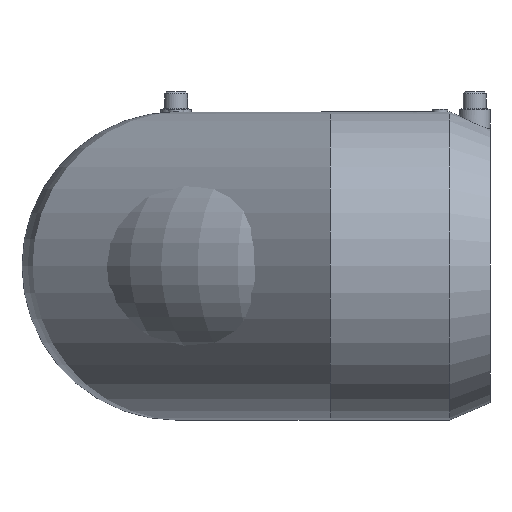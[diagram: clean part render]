
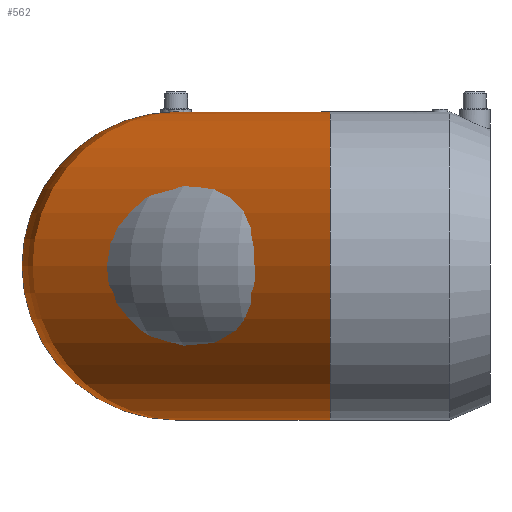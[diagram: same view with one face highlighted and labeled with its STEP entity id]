
A CAD part, left-side view. The second image highlights one B-rep face of the part: STEP entity #562.
In plain terms, the highlighted toroidal (fillet/blend) face has major radius 80.52 mm and minor radius 80.5 mm.
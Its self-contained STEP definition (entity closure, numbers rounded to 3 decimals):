
#15=TOROIDAL_SURFACE('',#649,80.52,80.5);
#47=B_SPLINE_CURVE_WITH_KNOTS('',3,(#1239,#1240,#1241,#1242),
 .UNSPECIFIED.,.F.,.F.,(4,4),(35.764,35.765),
 .UNSPECIFIED.);
#48=B_SPLINE_CURVE_WITH_KNOTS('',3,(#1244,#1245,#1246,#1247),
 .UNSPECIFIED.,.F.,.F.,(4,4),(-0.004,0.),.UNSPECIFIED.);
#49=B_SPLINE_CURVE_WITH_KNOTS('',3,(#1251,#1252,#1253,#1254),
 .UNSPECIFIED.,.F.,.F.,(4,4),(0.,0.),.UNSPECIFIED.);
#50=B_SPLINE_CURVE_WITH_KNOTS('',3,(#1256,#1257,#1258,#1259),
 .UNSPECIFIED.,.F.,.F.,(4,4),(11.917,11.918),
 .UNSPECIFIED.);
#51=B_SPLINE_CURVE_WITH_KNOTS('',3,(#1264,#1265,#1266,#1267,#1268,#1269,
#1270,#1271,#1272,#1273,#1274,#1275,#1276,#1277,#1278,#1279,#1280,#1281,
#1282,#1283,#1284,#1285,#1286,#1287,#1288,#1289,#1290,#1291,#1292,#1293,
#1294,#1295,#1296,#1297,#1298,#1299),.UNSPECIFIED.,.F.,.F.,(4,2,2,2,2,2,
2,2,2,2,2,2,2,2,2,2,2,4),(0.,0.377,0.755,1.509,
2.264,3.018,3.759,4.5,5.241,
5.982,6.724,7.467,8.209,8.951,
9.693,10.435,11.177,11.917),
 .UNSPECIFIED.);
#52=B_SPLINE_CURVE_WITH_KNOTS('',3,(#1301,#1302,#1303,#1304,#1305,#1306,
#1307,#1308,#1309,#1310,#1311,#1312,#1313,#1314,#1315,#1316,#1317,#1318,
#1319,#1320,#1321,#1322,#1323,#1324,#1325,#1326,#1327,#1328,#1329,#1330,
#1331,#1332,#1333,#1334,#1335,#1336),.UNSPECIFIED.,.F.,.F.,(4,2,2,2,2,2,
2,2,2,2,2,2,2,2,2,2,2,4),(35.765,36.505,37.247,
37.989,38.731,39.474,40.216,40.958,
41.7,42.441,43.182,43.923,44.664,
45.419,46.173,46.928,47.305,47.682),
 .UNSPECIFIED.);
#102=FACE_OUTER_BOUND('',#150,.T.);
#150=EDGE_LOOP('',(#489,#490,#491,#492,#493,#494,#495,#496));
#235=CIRCLE('',#650,80.5);
#236=CIRCLE('',#651,80.5);
#279=VERTEX_POINT('',#1236);
#280=VERTEX_POINT('',#1238);
#281=VERTEX_POINT('',#1243);
#282=VERTEX_POINT('',#1248);
#283=VERTEX_POINT('',#1250);
#284=VERTEX_POINT('',#1255);
#285=VERTEX_POINT('',#1260);
#349=EDGE_CURVE('',#280,#279,#47,.T.);
#350=EDGE_CURVE('',#281,#280,#48,.T.);
#352=EDGE_CURVE('',#283,#282,#49,.T.);
#353=EDGE_CURVE('',#284,#283,#50,.T.);
#356=EDGE_CURVE('',#285,#284,#51,.T.);
#357=EDGE_CURVE('',#279,#285,#52,.T.);
#358=EDGE_CURVE('',#285,#285,#235,.T.);
#359=EDGE_CURVE('',#281,#282,#236,.T.);
#489=ORIENTED_EDGE('',*,*,#350,.T.);
#490=ORIENTED_EDGE('',*,*,#349,.T.);
#491=ORIENTED_EDGE('',*,*,#357,.T.);
#492=ORIENTED_EDGE('',*,*,#358,.T.);
#493=ORIENTED_EDGE('',*,*,#356,.T.);
#494=ORIENTED_EDGE('',*,*,#353,.T.);
#495=ORIENTED_EDGE('',*,*,#352,.T.);
#496=ORIENTED_EDGE('',*,*,#359,.F.);
#562=ADVANCED_FACE('',(#102),#15,.T.);
#649=AXIS2_PLACEMENT_3D('',#1338,#816,#817);
#650=AXIS2_PLACEMENT_3D('',#1339,#818,#819);
#651=AXIS2_PLACEMENT_3D('',#1340,#820,#821);
#816=DIRECTION('center_axis',(0.,0.,-1.));
#817=DIRECTION('ref_axis',(-1.,0.,0.));
#818=DIRECTION('center_axis',(0.,1.,0.));
#819=DIRECTION('ref_axis',(-1.,0.,0.));
#820=DIRECTION('center_axis',(1.,0.,0.));
#821=DIRECTION('ref_axis',(0.,1.,0.));
#1236=CARTESIAN_POINT('',(80.5,80.,-80.5));
#1238=CARTESIAN_POINT('',(80.5,80.007,-80.5));
#1239=CARTESIAN_POINT('Ctrl Pts',(80.5,80.01,-80.5));
#1240=CARTESIAN_POINT('Ctrl Pts',(80.5,80.007,-80.5));
#1241=CARTESIAN_POINT('Ctrl Pts',(80.5,80.003,-80.5));
#1242=CARTESIAN_POINT('Ctrl Pts',(80.5,80.,-80.5));
#1243=CARTESIAN_POINT('',(80.52,80.008,-80.5));
#1244=CARTESIAN_POINT('Ctrl Pts',(80.52,80.005,-80.5));
#1245=CARTESIAN_POINT('Ctrl Pts',(80.519,80.005,-80.5));
#1246=CARTESIAN_POINT('Ctrl Pts',(80.513,80.005,-80.5));
#1247=CARTESIAN_POINT('Ctrl Pts',(80.5,80.005,-80.5));
#1248=CARTESIAN_POINT('',(80.52,80.008,80.5));
#1250=CARTESIAN_POINT('',(80.5,80.007,80.5));
#1251=CARTESIAN_POINT('Ctrl Pts',(80.5,80.005,80.5));
#1252=CARTESIAN_POINT('Ctrl Pts',(80.513,80.005,80.5));
#1253=CARTESIAN_POINT('Ctrl Pts',(80.519,80.005,80.5));
#1254=CARTESIAN_POINT('Ctrl Pts',(80.52,80.005,80.5));
#1255=CARTESIAN_POINT('',(80.5,80.,80.5));
#1256=CARTESIAN_POINT('Ctrl Pts',(80.5,80.,80.5));
#1257=CARTESIAN_POINT('Ctrl Pts',(80.5,80.003,80.5));
#1258=CARTESIAN_POINT('Ctrl Pts',(80.5,80.007,80.5));
#1259=CARTESIAN_POINT('Ctrl Pts',(80.5,80.01,80.5));
#1260=CARTESIAN_POINT('',(80.5,-0.5,0.));
#1264=CARTESIAN_POINT('Ctrl Pts',(80.5,-0.5,0.));
#1265=CARTESIAN_POINT('Ctrl Pts',(80.5,-0.48,1.257));
#1266=CARTESIAN_POINT('Ctrl Pts',(80.5,-0.453,2.546));
#1267=CARTESIAN_POINT('Ctrl Pts',(80.5,-0.326,5.163));
#1268=CARTESIAN_POINT('Ctrl Pts',(80.5,-0.23,6.492));
#1269=CARTESIAN_POINT('Ctrl Pts',(80.5,0.164,10.51));
#1270=CARTESIAN_POINT('Ctrl Pts',(80.5,0.567,13.231));
#1271=CARTESIAN_POINT('Ctrl Pts',(80.5,1.652,18.609));
#1272=CARTESIAN_POINT('Ctrl Pts',(80.5,2.334,21.27));
#1273=CARTESIAN_POINT('Ctrl Pts',(80.5,3.926,26.403));
#1274=CARTESIAN_POINT('Ctrl Pts',(80.5,4.835,28.875));
#1275=CARTESIAN_POINT('Ctrl Pts',(80.5,6.767,33.471));
#1276=CARTESIAN_POINT('Ctrl Pts',(80.5,7.875,35.809));
#1277=CARTESIAN_POINT('Ctrl Pts',(80.5,10.375,40.457));
#1278=CARTESIAN_POINT('Ctrl Pts',(80.5,11.767,42.768));
#1279=CARTESIAN_POINT('Ctrl Pts',(80.5,14.779,47.235));
#1280=CARTESIAN_POINT('Ctrl Pts',(80.5,16.399,49.392));
#1281=CARTESIAN_POINT('Ctrl Pts',(80.5,19.771,53.453));
#1282=CARTESIAN_POINT('Ctrl Pts',(80.5,21.522,55.357));
#1283=CARTESIAN_POINT('Ctrl Pts',(80.5,25.029,58.842));
#1284=CARTESIAN_POINT('Ctrl Pts',(80.5,26.947,60.584));
#1285=CARTESIAN_POINT('Ctrl Pts',(80.5,31.035,63.935));
#1286=CARTESIAN_POINT('Ctrl Pts',(80.5,33.206,65.543));
#1287=CARTESIAN_POINT('Ctrl Pts',(80.5,37.698,68.53));
#1288=CARTESIAN_POINT('Ctrl Pts',(80.5,40.022,69.91));
#1289=CARTESIAN_POINT('Ctrl Pts',(80.5,44.693,72.383));
#1290=CARTESIAN_POINT('Ctrl Pts',(80.5,47.042,73.477));
#1291=CARTESIAN_POINT('Ctrl Pts',(80.5,51.616,75.363));
#1292=CARTESIAN_POINT('Ctrl Pts',(80.5,54.053,76.243));
#1293=CARTESIAN_POINT('Ctrl Pts',(80.5,59.11,77.782));
#1294=CARTESIAN_POINT('Ctrl Pts',(80.5,61.73,78.441));
#1295=CARTESIAN_POINT('Ctrl Pts',(80.5,67.022,79.49));
#1296=CARTESIAN_POINT('Ctrl Pts',(80.5,69.696,79.879));
#1297=CARTESIAN_POINT('Ctrl Pts',(80.5,74.951,80.383));
#1298=CARTESIAN_POINT('Ctrl Pts',(80.5,77.532,80.499));
#1299=CARTESIAN_POINT('Ctrl Pts',(80.5,80.,80.5));
#1301=CARTESIAN_POINT('Ctrl Pts',(80.5,80.,-80.5));
#1302=CARTESIAN_POINT('Ctrl Pts',(80.5,77.532,-80.499));
#1303=CARTESIAN_POINT('Ctrl Pts',(80.5,74.951,-80.383));
#1304=CARTESIAN_POINT('Ctrl Pts',(80.5,69.696,-79.879));
#1305=CARTESIAN_POINT('Ctrl Pts',(80.5,67.022,-79.49));
#1306=CARTESIAN_POINT('Ctrl Pts',(80.5,61.73,-78.441));
#1307=CARTESIAN_POINT('Ctrl Pts',(80.5,59.11,-77.782));
#1308=CARTESIAN_POINT('Ctrl Pts',(80.5,54.053,-76.243));
#1309=CARTESIAN_POINT('Ctrl Pts',(80.5,51.616,-75.363));
#1310=CARTESIAN_POINT('Ctrl Pts',(80.5,47.042,-73.477));
#1311=CARTESIAN_POINT('Ctrl Pts',(80.5,44.693,-72.383));
#1312=CARTESIAN_POINT('Ctrl Pts',(80.5,40.022,-69.91));
#1313=CARTESIAN_POINT('Ctrl Pts',(80.5,37.698,-68.53));
#1314=CARTESIAN_POINT('Ctrl Pts',(80.5,33.206,-65.543));
#1315=CARTESIAN_POINT('Ctrl Pts',(80.5,31.035,-63.935));
#1316=CARTESIAN_POINT('Ctrl Pts',(80.5,26.947,-60.584));
#1317=CARTESIAN_POINT('Ctrl Pts',(80.5,25.029,-58.842));
#1318=CARTESIAN_POINT('Ctrl Pts',(80.5,21.522,-55.357));
#1319=CARTESIAN_POINT('Ctrl Pts',(80.5,19.771,-53.453));
#1320=CARTESIAN_POINT('Ctrl Pts',(80.5,16.399,-49.392));
#1321=CARTESIAN_POINT('Ctrl Pts',(80.5,14.779,-47.235));
#1322=CARTESIAN_POINT('Ctrl Pts',(80.5,11.767,-42.768));
#1323=CARTESIAN_POINT('Ctrl Pts',(80.5,10.375,-40.457));
#1324=CARTESIAN_POINT('Ctrl Pts',(80.5,7.875,-35.809));
#1325=CARTESIAN_POINT('Ctrl Pts',(80.5,6.767,-33.471));
#1326=CARTESIAN_POINT('Ctrl Pts',(80.5,4.835,-28.875));
#1327=CARTESIAN_POINT('Ctrl Pts',(80.5,3.926,-26.403));
#1328=CARTESIAN_POINT('Ctrl Pts',(80.5,2.334,-21.27));
#1329=CARTESIAN_POINT('Ctrl Pts',(80.5,1.652,-18.609));
#1330=CARTESIAN_POINT('Ctrl Pts',(80.5,0.567,-13.231));
#1331=CARTESIAN_POINT('Ctrl Pts',(80.5,0.164,-10.51));
#1332=CARTESIAN_POINT('Ctrl Pts',(80.5,-0.23,-6.492));
#1333=CARTESIAN_POINT('Ctrl Pts',(80.5,-0.326,-5.163));
#1334=CARTESIAN_POINT('Ctrl Pts',(80.5,-0.453,-2.546));
#1335=CARTESIAN_POINT('Ctrl Pts',(80.5,-0.48,-1.257));
#1336=CARTESIAN_POINT('Ctrl Pts',(80.5,-0.5,0.));
#1338=CARTESIAN_POINT('Origin',(80.52,-0.5,0.));
#1339=CARTESIAN_POINT('Origin',(0.,-0.5,0.));
#1340=CARTESIAN_POINT('Origin',(80.52,80.02,0.));
